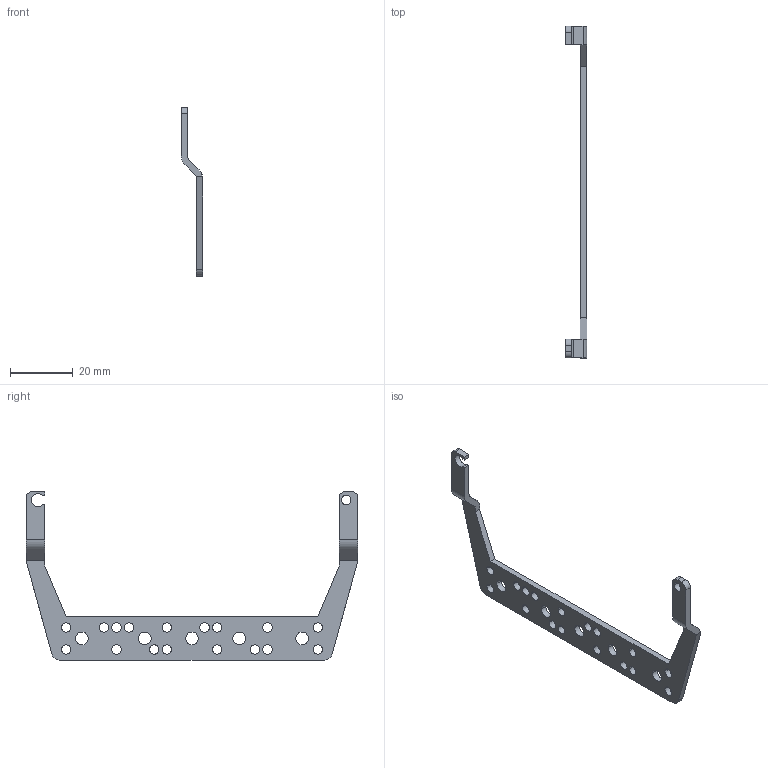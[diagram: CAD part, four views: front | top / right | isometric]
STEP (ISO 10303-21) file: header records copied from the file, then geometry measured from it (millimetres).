
FILE_DESCRIPTION(('CATIA V5 STEP Exchange','CAx-IF Rec.Pracs.--- Model Styling and Organization---1.2---2011-12-15'),'2;1');
FILE_NAME ('003537-3_1_1018760000_1018760000.stp','2018-08-27T15:21:19+00:00',('none'),('Weidmueller'),'CATIA Version 5-6 Release 2014','CATIA V5 STEP AP214','none');
FILE_SCHEMA(('AUTOMOTIVE_DESIGN { 1 0 10303 214 1 1 1 1 }'));
Length unit declared in the file: millimetre
Products named in the file (1): 1018760000
Bounding box: 6.8 x 105.5 x 53.7 mm (x, y, z)
Volume: 3186.9 mm3; surface area: 4420.2 mm2
Topology: 1 solids, 1 shells, 83 faces, 241 edges, 160 vertices
Faces by surface type: cylinder 58, plane 25
Entity records: 2660 total; most frequent: ORIENTED_EDGE 482, CARTESIAN_POINT 467, DIRECTION 349, EDGE_CURVE 241, AXIS2_PLACEMENT_3D 172, VERTEX_POINT 160, EDGE_LOOP 129, VECTOR 123
